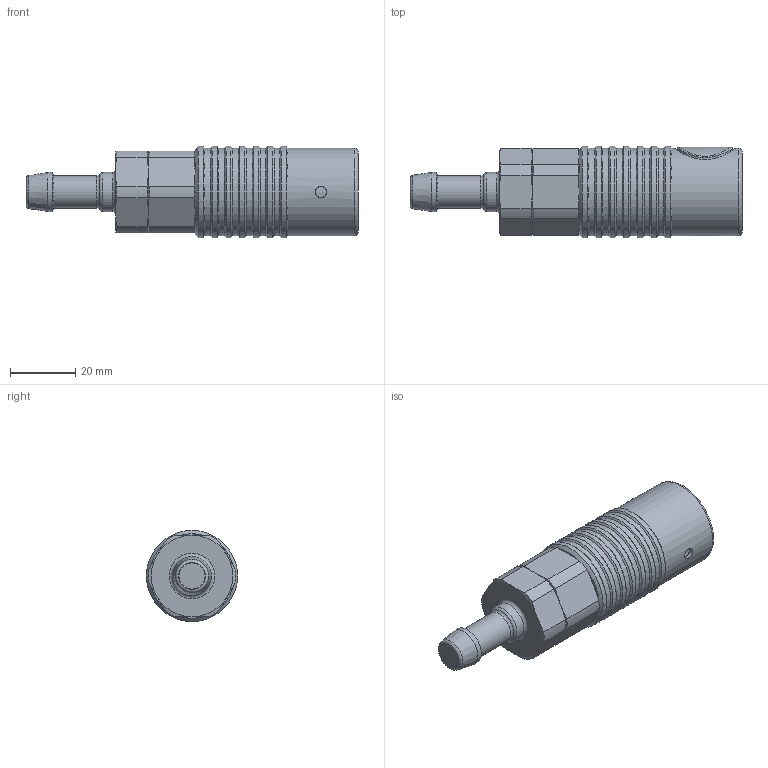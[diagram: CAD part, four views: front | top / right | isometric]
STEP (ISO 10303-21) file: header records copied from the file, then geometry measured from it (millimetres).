
FILE_DESCRIPTION(/* description */ (''),/* implementation_level */ '2;1');
FILE_NAME(/* name */ '84KPTF10APX.stp',/* time_stamp */ '2020-02-26T08:52:04+01:00',/* author */ ('IA176480'),/* organization */ (''),/* preprocessor_version */ 'ST-DEVELOPER v17',/* originating_system */ 'Autodesk Inventor 2019',/* authorisation */ '');
FILE_SCHEMA (('CONFIG_CONTROL_DESIGN'));
Length unit declared in the file: millimetre
Products named in the file (1): 84KPTF10APX
Bounding box: 101.9 x 28 x 28 mm (x, y, z)
Volume: 58973.7 mm3; surface area: 33609.1 mm2
Topology: 33 solids, 33 shells, 334 faces, 894 edges, 603 vertices
Faces by surface type: cylinder 113, plane 113, cone 62, torus 17, sphere 17, bspline 12
Full cylindrical faces by diameter (mm): 3.5 x2, 4 x15, 7.2 x2, 7.9 x1, 8 x1, 8.242 x1, 10 x1, 10.5 x1, 11.2 x1, 11.6 x2, 12 x2, 13.9 x4, 14 x2, 14.1 x2, 15.5 x2, 16.7 x1, 16.75 x1, 17 x1, 17.1 x1, 17.3 x2, 18 x1, 18.5 x1, 19 x1, 19.7 x2, 20 x1, 21.1 x1, 22.348 x1, 23 x2, 23.3 x1, 23.33 x1
Entity records: 20302 total; most frequent: CARTESIAN_POINT 12044, DIRECTION 1723, ORIENTED_EDGE 1718, EDGE_CURVE 859, AXIS2_PLACEMENT_3D 727, VERTEX_POINT 603, CIRCLE 402, EDGE_LOOP 382
